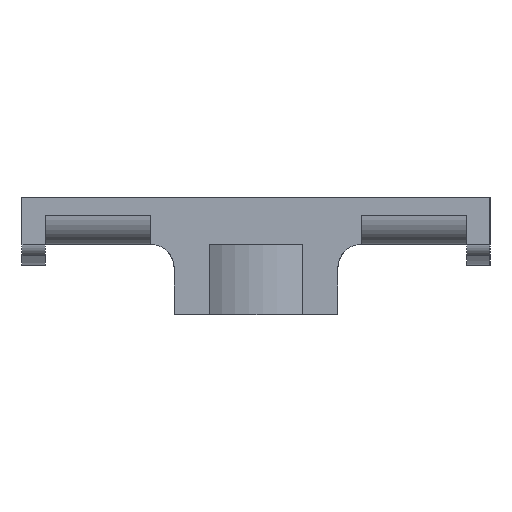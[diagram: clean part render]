
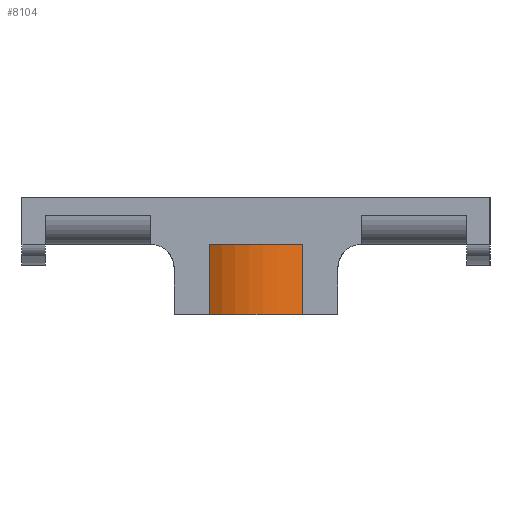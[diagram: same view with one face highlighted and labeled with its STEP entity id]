
A CAD part, left-side view. The second image highlights one B-rep face of the part: STEP entity #8104.
In plain terms, the highlighted cylindrical face has radius 7 mm (diameter 14 mm), a partial arc.
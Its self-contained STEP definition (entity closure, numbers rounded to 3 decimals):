
#167 = EDGE_CURVE ( 'NONE', #6693, #1394, #6827, .T. ) ;
#352 = CARTESIAN_POINT ( 'NONE',  ( -66.245, -4., -6. ) ) ;
#635 = EDGE_CURVE ( 'NONE', #6693, #854, #7884, .T. ) ;
#854 = VERTEX_POINT ( 'NONE', #352 ) ;
#858 = CYLINDRICAL_SURFACE ( 'NONE', #10866, 7. ) ;
#1394 = VERTEX_POINT ( 'NONE', #8446 ) ;
#1678 = AXIS2_PLACEMENT_3D ( 'NONE', #12001, #4044, #9795 ) ;
#1760 = CARTESIAN_POINT ( 'NONE',  ( -60.5, 0., -8. ) ) ;
#2281 = CARTESIAN_POINT ( 'NONE',  ( -66.245, 4., -6. ) ) ;
#2389 = DIRECTION ( 'NONE',  ( 0., 0., 1. ) ) ;
#2615 = ORIENTED_EDGE ( 'NONE', *, *, #3674, .T. ) ;
#2799 = DIRECTION ( 'NONE',  ( 1., 0., 0. ) ) ;
#3366 = CARTESIAN_POINT ( 'NONE',  ( -66.245, -4., -8. ) ) ;
#3450 = ORIENTED_EDGE ( 'NONE', *, *, #11717, .F. ) ;
#3674 = EDGE_CURVE ( 'NONE', #854, #5292, #8276, .T. ) ;
#3939 = CARTESIAN_POINT ( 'NONE',  ( -60.5, 0., 0. ) ) ;
#4032 = DIRECTION ( 'NONE',  ( 0., 0., 1. ) ) ;
#4044 = DIRECTION ( 'NONE',  ( 0., 0., 1. ) ) ;
#4912 = DIRECTION ( 'NONE',  ( 1., 0., 0. ) ) ;
#4973 = DIRECTION ( 'NONE',  ( 0., 0., 1. ) ) ;
#5292 = VERTEX_POINT ( 'NONE', #9587 ) ;
#5785 = DIRECTION ( 'NONE',  ( 0., 0., -1. ) ) ;
#6403 = AXIS2_PLACEMENT_3D ( 'NONE', #3939, #4973, #4912 ) ;
#6693 = VERTEX_POINT ( 'NONE', #2281 ) ;
#6827 = LINE ( 'NONE', #11733, #9735 ) ;
#6974 = ORIENTED_EDGE ( 'NONE', *, *, #635, .T. ) ;
#7268 = EDGE_LOOP ( 'NONE', ( #6974, #2615, #3450, #7540 ) ) ;
#7540 = ORIENTED_EDGE ( 'NONE', *, *, #167, .F. ) ;
#7884 = CIRCLE ( 'NONE', #1678, 7. ) ;
#8104 = ADVANCED_FACE ( 'NONE', ( #8363 ), #858, .T. ) ;
#8276 = LINE ( 'NONE', #3366, #10851 ) ;
#8363 = FACE_OUTER_BOUND ( 'NONE', #7268, .T. ) ;
#8446 = CARTESIAN_POINT ( 'NONE',  ( -66.245, 4., 0. ) ) ;
#8657 = CIRCLE ( 'NONE', #6403, 7. ) ;
#9587 = CARTESIAN_POINT ( 'NONE',  ( -66.245, -4., 0. ) ) ;
#9735 = VECTOR ( 'NONE', #4032, 1000. ) ;
#9795 = DIRECTION ( 'NONE',  ( 1., 0., 0. ) ) ;
#10851 = VECTOR ( 'NONE', #2389, 1000. ) ;
#10866 = AXIS2_PLACEMENT_3D ( 'NONE', #1760, #5785, #2799 ) ;
#11717 = EDGE_CURVE ( 'NONE', #1394, #5292, #8657, .T. ) ;
#11733 = CARTESIAN_POINT ( 'NONE',  ( -66.245, 4., -8. ) ) ;
#12001 = CARTESIAN_POINT ( 'NONE',  ( -60.5, 0., -6. ) ) ;
